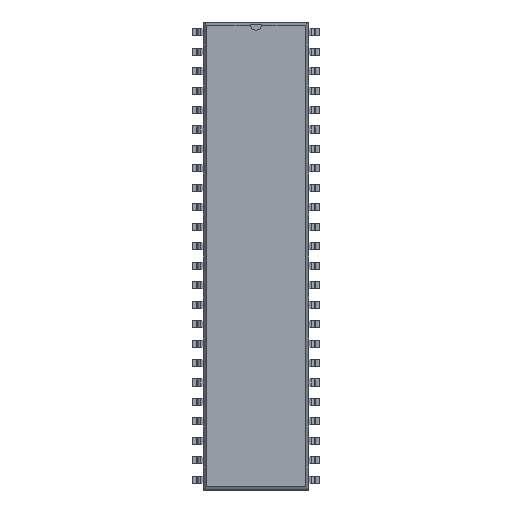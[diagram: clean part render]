
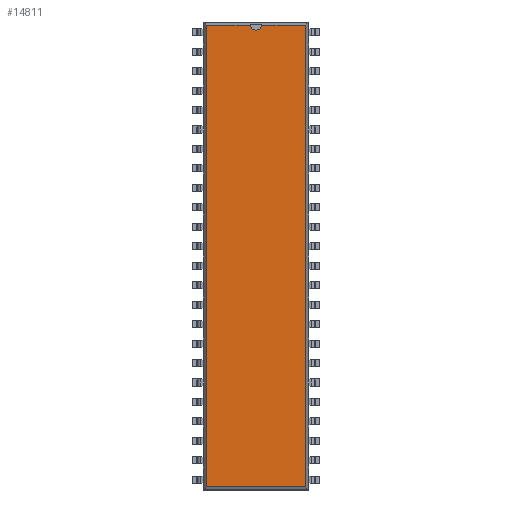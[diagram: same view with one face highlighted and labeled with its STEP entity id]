
A CAD part, top view. The second image highlights one B-rep face of the part: STEP entity #14811.
In plain terms, the highlighted planar face has unit normal (0, 0, 1).
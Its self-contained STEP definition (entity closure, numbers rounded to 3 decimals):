
#27=VECTOR('',#28,1.);
#28=DIRECTION('',(0.,1.,0.));
#34=VECTOR('',#35,1.);
#35=DIRECTION('',(-1.,0.,0.));
#41=VECTOR('',#42,1.);
#42=DIRECTION('',(0.,-1.,0.));
#46=VECTOR('',#47,1.);
#47=DIRECTION('',(1.,0.,0.));
#50=DIRECTION('',(0.,0.,-1.));
#2543=DIRECTION('',(0.,0.,-1.));
#9909=VERTEX_POINT('',#9910);
#9910=CARTESIAN_POINT('',(6.471,30.141,3.68));
#9912=ORIENTED_EDGE('',*,*,#9913,.F.);
#9913=EDGE_CURVE('',#9914,#9909,#9916,.T.);
#9914=VERTEX_POINT('',#9915);
#9915=CARTESIAN_POINT('',(6.471,-30.141,3.68));
#9916=LINE('',#9915,#27);
#12304=VERTEX_POINT('',#12305);
#12305=CARTESIAN_POINT('',(-6.471,30.141,3.68));
#12307=ORIENTED_EDGE('',*,*,#12308,.F.);
#12308=EDGE_CURVE('',#12309,#12304,#12311,.T.);
#12309=VERTEX_POINT('',#12310);
#12310=CARTESIAN_POINT('',(-0.746,30.141,3.68));
#12311=LINE('',#9910,#34);
#12330=VERTEX_POINT('',#12331);
#12331=CARTESIAN_POINT('',(0.746,30.141,3.68));
#12337=ORIENTED_EDGE('',*,*,#12338,.F.);
#12338=EDGE_CURVE('',#9909,#12330,#12311,.T.);
#12418=VERTEX_POINT('',#12419);
#12419=CARTESIAN_POINT('',(-6.471,-30.141,3.68));
#12421=ORIENTED_EDGE('',*,*,#12422,.F.);
#12422=EDGE_CURVE('',#12304,#12418,#12423,.T.);
#12423=LINE('',#12305,#41);
#14806=ORIENTED_EDGE('',*,*,#14807,.F.);
#14807=EDGE_CURVE('',#12418,#9914,#14808,.T.);
#14808=LINE('',#12419,#46);
#14811=ADVANCED_FACE('',(#14812),#14823,.F.);
#14812=FACE_BOUND('',#14813,.F.);
#14813=EDGE_LOOP('',(#9912,#14806,#12421,#12307,#14814,#14821,#12337));
#14814=ORIENTED_EDGE('',*,*,#14815,.F.);
#14815=EDGE_CURVE('',#14816,#12309,#14818,.T.);
#14816=VERTEX_POINT('',#14817);
#14817=CARTESIAN_POINT('',(0.,29.466,3.68));
#14818=CIRCLE('',#14819,0.75);
#14819=AXIS2_PLACEMENT_3D('',#14820,#2543,#42);
#14820=CARTESIAN_POINT('',(0.,30.216,3.68));
#14821=ORIENTED_EDGE('',*,*,#14822,.F.);
#14822=EDGE_CURVE('',#12330,#14816,#14818,.T.);
#14823=PLANE('',#14824);
#14824=AXIS2_PLACEMENT_3D('',#9915,#50,#14825);
#14825=DIRECTION('',(-0.21,0.978,0.));
